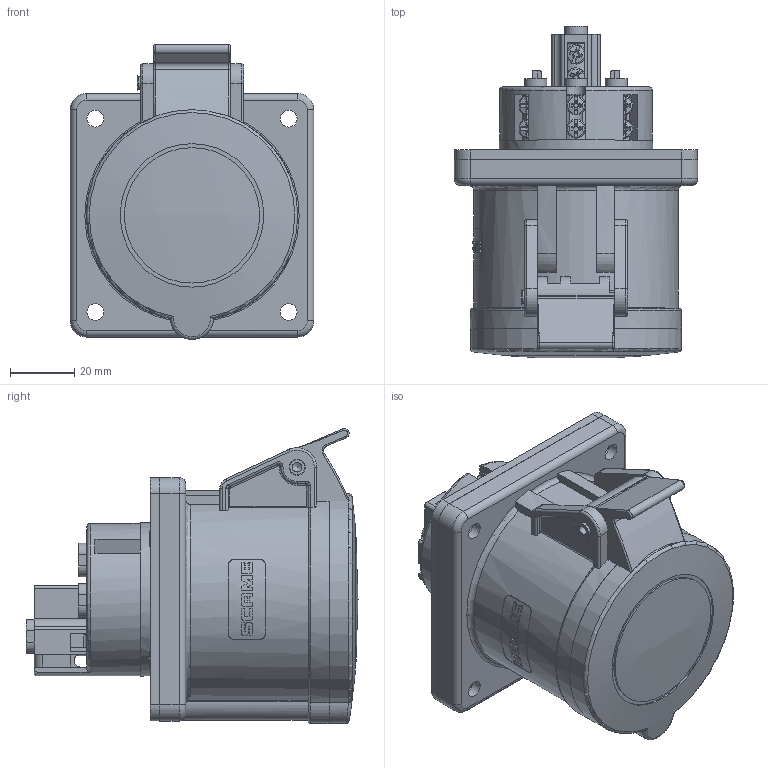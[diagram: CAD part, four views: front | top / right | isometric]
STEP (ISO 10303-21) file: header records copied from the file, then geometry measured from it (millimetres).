
FILE_DESCRIPTION(/* description */ (''),/* implementation_level */ '2;1');
FILE_NAME(/* name */ '4003627.stp',/* time_stamp */ '2019-03-01T11:37:14+01:00',/* author */ (''),/* organization */ (''),/* preprocessor_version */ 'ST-DEVELOPER v16.7',/* originating_system */ 'SIEMENS PLM Software NX 12.0',/* authorisation */ '');
FILE_SCHEMA (('AUTOMOTIVE_DESIGN { 1 0 10303 214 3 1 1 1 }'));
Length unit declared in the file: millimetre
Products named in the file (1): bsom23CC53FBp42z
Bounding box: 75.5 x 102.97 x 91.5 mm (x, y, z)
Volume: 114476.5 mm3; surface area: 115461.9 mm2
Topology: 17 solids, 17 shells, 2127 faces, 5277 edges, 3150 vertices
Faces by surface type: cylinder 693, plane 678, bspline 364, torus 214, sphere 104, cone 71, revolution 3
Full cylindrical faces by diameter (mm): 1.8 x3, 1.875 x3, 2.5 x3, 2.7 x3, 3 x2, 3.5 x10, 4 x1, 4.2 x6, 4.3 x5, 4.4 x4, 4.7 x1, 5 x5, 5.2 x4, 5.4 x4, 5.5 x4, 5.8 x6, 6 x2, 7.3 x3, 8.1 x1, 8.5 x3, 9.4 x1, 10 x1, 10.5 x1, 11 x3, 13 x1, 42 x1, 43 x1, 44.5 x1, 46.5 x1, 47.6 x1
Entity records: 83956 total; most frequent: CARTESIAN_POINT 36685, ORIENTED_EDGE 9882, DIRECTION 9714, EDGE_CURVE 4941, AXIS2_PLACEMENT_3D 3861, VERTEX_POINT 3055, EDGE_LOOP 2390, ADVANCED_FACE 2124
